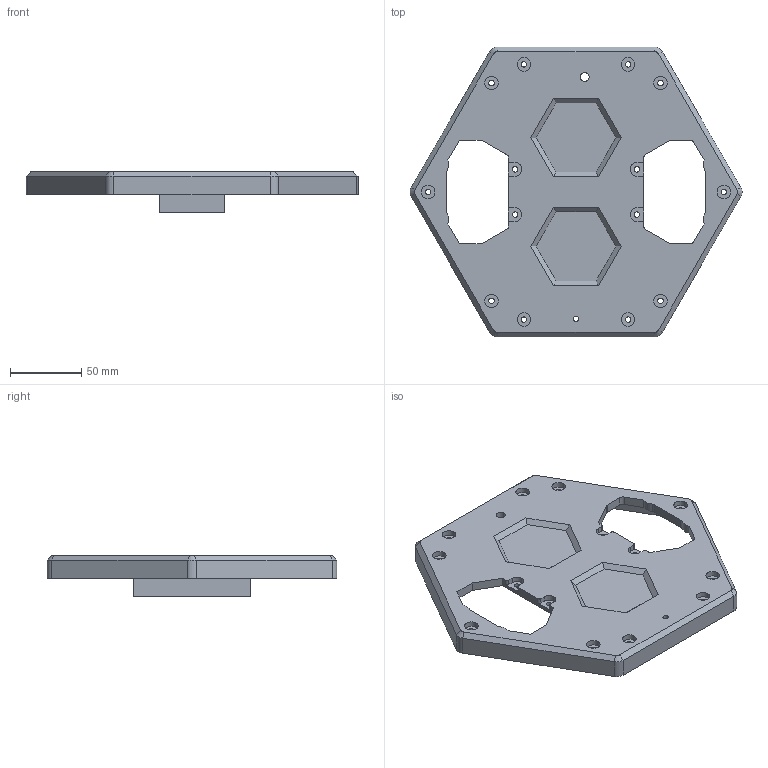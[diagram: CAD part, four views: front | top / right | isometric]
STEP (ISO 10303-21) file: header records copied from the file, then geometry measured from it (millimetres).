
FILE_DESCRIPTION(/* description */ (''),/* implementation_level */ '2;1');
FILE_NAME(/* name */ 'WhirlWax_Smaller_Prototype v25.step',/* time_stamp */ '2023-06-14T19:29:43-04:00',/* author */ (''),/* organization */ (''),/* preprocessor_version */ 'ST-DEVELOPER v19.2',/* originating_system */ 'Autodesk Translation Framework v12.6.0.85',/* authorisation */ '');
FILE_SCHEMA (('AUTOMOTIVE_DESIGN { 1 0 10303 214 3 1 1 }'));
Length unit declared in the file: inch
Products named in the file (1): WhirlWax_Smaller_Prototype
Bounding box: 232.67 x 203.2 x 28.65 mm (x, y, z)
Volume: 248256.1 mm3; surface area: 88982.3 mm2
Topology: 1 solids, 1 shells, 214 faces, 562 edges, 356 vertices
Faces by surface type: cylinder 95, plane 93, torus 20, cone 6
Full cylindrical faces by diameter (mm): 3.81 x15, 6.35 x1, 9.525 x10
Entity records: 6751 total; most frequent: CARTESIAN_POINT 1213, DIRECTION 1198, ORIENTED_EDGE 1124, EDGE_CURVE 562, AXIS2_PLACEMENT_3D 437, VERTEX_POINT 356, LINE 324, VECTOR 324
